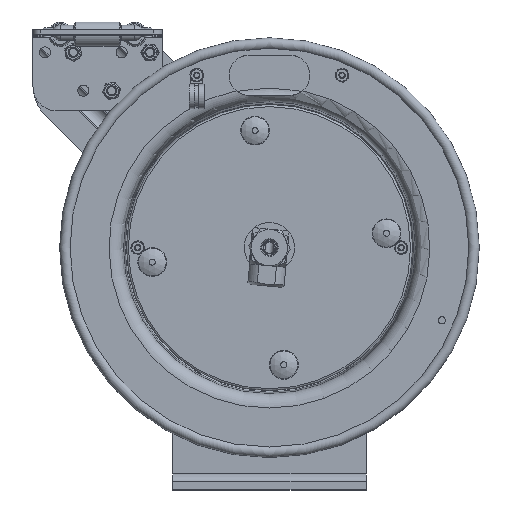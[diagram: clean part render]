
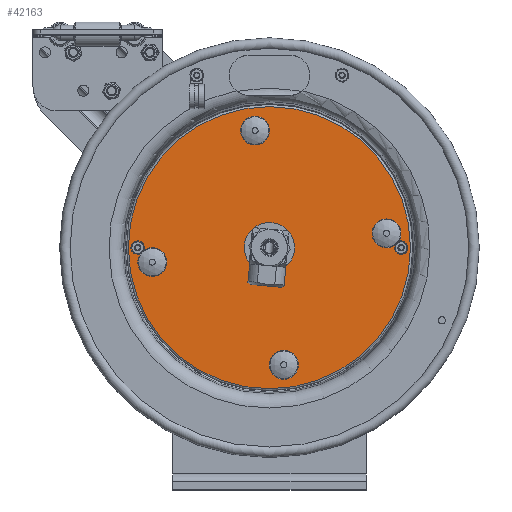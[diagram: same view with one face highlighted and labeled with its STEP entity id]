
A CAD part, top view. The second image highlights one B-rep face of the part: STEP entity #42163.
In plain terms, the highlighted planar face has unit normal (0, 0, 1).
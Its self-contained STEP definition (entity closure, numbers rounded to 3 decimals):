
#1583=FACE_BOUND('',#6804,.T.);
#1584=FACE_BOUND('',#6805,.T.);
#1585=FACE_BOUND('',#6806,.T.);
#1586=FACE_BOUND('',#6807,.T.);
#1587=FACE_BOUND('',#6808,.T.);
#1588=FACE_BOUND('',#6809,.T.);
#1589=FACE_BOUND('',#6810,.T.);
#3125=CIRCLE('',#45644,0.447);
#3127=CIRCLE('',#45646,0.447);
#3131=CIRCLE('',#45653,0.447);
#3133=CIRCLE('',#45655,0.447);
#3134=CIRCLE('',#45657,4.37);
#3135=CIRCLE('',#45658,4.37);
#3136=CIRCLE('',#45659,0.105);
#3137=CIRCLE('',#45660,0.105);
#3138=CIRCLE('',#45661,0.447);
#3139=CIRCLE('',#45662,0.447);
#3140=CIRCLE('',#45663,0.447);
#3141=CIRCLE('',#45664,0.447);
#3142=CIRCLE('',#45665,0.655);
#4860=FACE_OUTER_BOUND('',#6803,.T.);
#6803=EDGE_LOOP('',(#33245,#33246));
#6804=EDGE_LOOP('',(#33247));
#6805=EDGE_LOOP('',(#33248));
#6806=EDGE_LOOP('',(#33249,#33250));
#6807=EDGE_LOOP('',(#33251,#33252));
#6808=EDGE_LOOP('',(#33253,#33254));
#6809=EDGE_LOOP('',(#33255,#33256));
#6810=EDGE_LOOP('',(#33257));
#18504=VERTEX_POINT('',#65807);
#18505=VERTEX_POINT('',#65808);
#18509=VERTEX_POINT('',#65821);
#18510=VERTEX_POINT('',#65822);
#18511=VERTEX_POINT('',#65827);
#18512=VERTEX_POINT('',#65828);
#18513=VERTEX_POINT('',#65831);
#18514=VERTEX_POINT('',#65833);
#18515=VERTEX_POINT('',#65835);
#18516=VERTEX_POINT('',#65836);
#18517=VERTEX_POINT('',#65839);
#18518=VERTEX_POINT('',#65840);
#18519=VERTEX_POINT('',#65843);
#24436=EDGE_CURVE('',#18504,#18505,#3125,.T.);
#24438=EDGE_CURVE('',#18505,#18504,#3127,.T.);
#24442=EDGE_CURVE('',#18509,#18510,#3131,.T.);
#24444=EDGE_CURVE('',#18510,#18509,#3133,.T.);
#24445=EDGE_CURVE('',#18511,#18512,#3134,.T.);
#24446=EDGE_CURVE('',#18512,#18511,#3135,.T.);
#24447=EDGE_CURVE('',#18513,#18513,#3136,.T.);
#24448=EDGE_CURVE('',#18514,#18514,#3137,.T.);
#24449=EDGE_CURVE('',#18515,#18516,#3138,.T.);
#24450=EDGE_CURVE('',#18516,#18515,#3139,.T.);
#24451=EDGE_CURVE('',#18517,#18518,#3140,.T.);
#24452=EDGE_CURVE('',#18518,#18517,#3141,.T.);
#24453=EDGE_CURVE('',#18519,#18519,#3142,.T.);
#33245=ORIENTED_EDGE('',*,*,#24445,.F.);
#33246=ORIENTED_EDGE('',*,*,#24446,.F.);
#33247=ORIENTED_EDGE('',*,*,#24447,.T.);
#33248=ORIENTED_EDGE('',*,*,#24448,.T.);
#33249=ORIENTED_EDGE('',*,*,#24449,.F.);
#33250=ORIENTED_EDGE('',*,*,#24450,.F.);
#33251=ORIENTED_EDGE('',*,*,#24442,.F.);
#33252=ORIENTED_EDGE('',*,*,#24444,.F.);
#33253=ORIENTED_EDGE('',*,*,#24451,.F.);
#33254=ORIENTED_EDGE('',*,*,#24452,.F.);
#33255=ORIENTED_EDGE('',*,*,#24436,.F.);
#33256=ORIENTED_EDGE('',*,*,#24438,.F.);
#33257=ORIENTED_EDGE('',*,*,#24453,.T.);
#38911=PLANE('',#45656);
#42163=ADVANCED_FACE('',(#4860,#1583,#1584,#1585,#1586,#1587,#1588,#1589),
#38911,.T.);
#45644=AXIS2_PLACEMENT_3D('',#65809,#53071,#53072);
#45646=AXIS2_PLACEMENT_3D('',#65811,#53075,#53076);
#45653=AXIS2_PLACEMENT_3D('',#65823,#53089,#53090);
#45655=AXIS2_PLACEMENT_3D('',#65825,#53093,#53094);
#45656=AXIS2_PLACEMENT_3D('',#65826,#53095,#53096);
#45657=AXIS2_PLACEMENT_3D('',#65829,#53097,#53098);
#45658=AXIS2_PLACEMENT_3D('',#65830,#53099,#53100);
#45659=AXIS2_PLACEMENT_3D('',#65832,#53101,#53102);
#45660=AXIS2_PLACEMENT_3D('',#65834,#53103,#53104);
#45661=AXIS2_PLACEMENT_3D('',#65837,#53105,#53106);
#45662=AXIS2_PLACEMENT_3D('',#65838,#53107,#53108);
#45663=AXIS2_PLACEMENT_3D('',#65841,#53109,#53110);
#45664=AXIS2_PLACEMENT_3D('',#65842,#53111,#53112);
#45665=AXIS2_PLACEMENT_3D('',#65844,#53113,#53114);
#53071=DIRECTION('center_axis',(0.,0.,
1.));
#53072=DIRECTION('ref_axis',(0.,-1.,0.));
#53075=DIRECTION('center_axis',(0.,0.,
1.));
#53076=DIRECTION('ref_axis',(0.,-1.,0.));
#53089=DIRECTION('center_axis',(0.,0.,
1.));
#53090=DIRECTION('ref_axis',(0.,-1.,0.));
#53093=DIRECTION('center_axis',(0.,0.,
1.));
#53094=DIRECTION('ref_axis',(0.,-1.,0.));
#53095=DIRECTION('center_axis',(0.,0.,
1.));
#53096=DIRECTION('ref_axis',(-1.,0.,0.));
#53097=DIRECTION('center_axis',(0.,0.,
-1.));
#53098=DIRECTION('ref_axis',(0.,-1.,0.));
#53099=DIRECTION('center_axis',(0.,0.,
-1.));
#53100=DIRECTION('ref_axis',(0.,-1.,0.));
#53101=DIRECTION('center_axis',(0.,0.,
-1.));
#53102=DIRECTION('ref_axis',(0.,-1.,0.));
#53103=DIRECTION('center_axis',(0.,0.,
-1.));
#53104=DIRECTION('ref_axis',(0.,-1.,0.));
#53105=DIRECTION('center_axis',(0.,0.,
1.));
#53106=DIRECTION('ref_axis',(0.,-1.,0.));
#53107=DIRECTION('center_axis',(0.,0.,
1.));
#53108=DIRECTION('ref_axis',(0.,-1.,0.));
#53109=DIRECTION('center_axis',(0.,0.,
1.));
#53110=DIRECTION('ref_axis',(0.,-1.,0.));
#53111=DIRECTION('center_axis',(0.,0.,
1.));
#53112=DIRECTION('ref_axis',(0.,-1.,0.));
#53113=DIRECTION('center_axis',(0.,0.,
-1.));
#53114=DIRECTION('ref_axis',(-1.,0.,0.));
#65807=CARTESIAN_POINT('',(3.628,-0.001,3.179));
#65808=CARTESIAN_POINT('',(4.074,0.445,3.179));
#65809=CARTESIAN_POINT('Origin',(3.628,0.445,3.179));
#65811=CARTESIAN_POINT('Origin',(3.628,0.445,3.179));
#65821=CARTESIAN_POINT('',(0.445,-4.074,3.179));
#65822=CARTESIAN_POINT('',(0.892,-3.628,3.179));
#65823=CARTESIAN_POINT('Origin',(0.445,-3.628,3.179));
#65825=CARTESIAN_POINT('Origin',(0.445,-3.628,3.179));
#65826=CARTESIAN_POINT('Origin',(0.,2.437,3.179));
#65827=CARTESIAN_POINT('',(0.,-4.37,3.179));
#65828=CARTESIAN_POINT('',(0.,4.37,3.179));
#65829=CARTESIAN_POINT('Origin',(0.,0.,
3.179));
#65830=CARTESIAN_POINT('Origin',(0.,0.,
3.179));
#65831=CARTESIAN_POINT('',(-4.077,0.105,3.179));
#65832=CARTESIAN_POINT('Origin',(-4.077,0.,
3.179));
#65833=CARTESIAN_POINT('',(4.078,0.105,3.179));
#65834=CARTESIAN_POINT('Origin',(4.078,0.,3.179));
#65835=CARTESIAN_POINT('',(-3.628,-0.892,3.179));
#65836=CARTESIAN_POINT('',(-3.181,-0.445,3.179));
#65837=CARTESIAN_POINT('Origin',(-3.628,-0.445,3.179));
#65838=CARTESIAN_POINT('Origin',(-3.628,-0.445,3.179));
#65839=CARTESIAN_POINT('',(-0.445,3.181,3.179));
#65840=CARTESIAN_POINT('',(0.001,3.628,3.179));
#65841=CARTESIAN_POINT('Origin',(-0.445,3.628,3.179));
#65842=CARTESIAN_POINT('Origin',(-0.445,3.628,3.179));
#65843=CARTESIAN_POINT('',(0.655,0.,3.179));
#65844=CARTESIAN_POINT('Origin',(0.,0.,
3.179));
